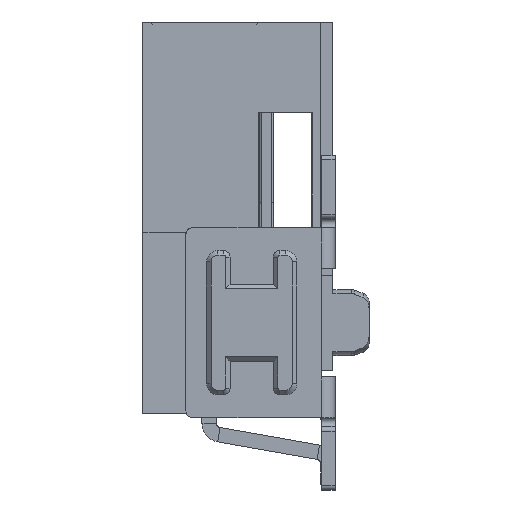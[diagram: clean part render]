
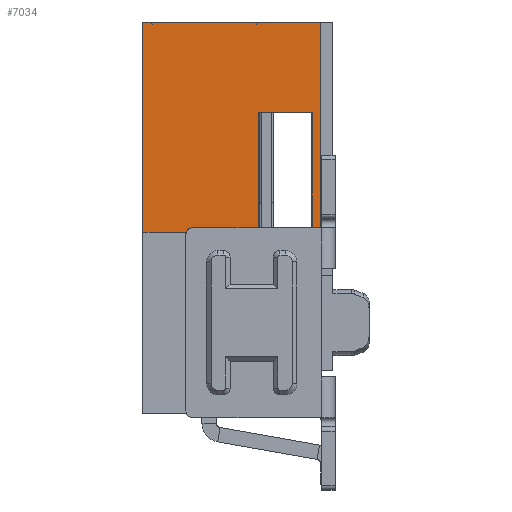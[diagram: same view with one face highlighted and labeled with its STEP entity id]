
A CAD part, left-side view. The second image highlights one B-rep face of the part: STEP entity #7034.
In plain terms, the highlighted planar face has unit normal (-1, 0, 0).
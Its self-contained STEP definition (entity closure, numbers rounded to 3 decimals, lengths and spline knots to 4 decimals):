
#6966=AXIS2_PLACEMENT_3D('Plane Axis2P3D',#6963,#6964,#6965) ;
#1975=CARTESIAN_POINT('Vertex',(1.165,2.455,8.35)) ;
#1978=CARTESIAN_POINT('Line Origine',(1.165,2.455,7.025)) ;
#1982=CARTESIAN_POINT('Vertex',(1.165,2.455,5.7)) ;
#6945=CARTESIAN_POINT('Vertex',(1.165,1.255,8.35)) ;
#6948=CARTESIAN_POINT('Line Origine',(1.165,1.855,8.35)) ;
#6963=CARTESIAN_POINT('Axis2P3D Location',(1.165,5.7655,3.997)) ;
#6968=CARTESIAN_POINT('Line Origine',(1.165,1.075,7.55)) ;
#6972=CARTESIAN_POINT('Vertex',(1.165,1.075,4.75)) ;
#6974=CARTESIAN_POINT('Vertex',(1.165,1.075,10.35)) ;
#6977=CARTESIAN_POINT('Line Origine',(1.165,3.0375,10.35)) ;
#6981=CARTESIAN_POINT('Vertex',(1.165,5.,10.35)) ;
#6984=CARTESIAN_POINT('Line Origine',(1.165,5.,8.025)) ;
#6988=CARTESIAN_POINT('Vertex',(1.165,5.,5.7)) ;
#6991=CARTESIAN_POINT('Line Origine',(1.165,3.7275,5.7)) ;
#6996=CARTESIAN_POINT('Line Origine',(1.165,1.255,7.025)) ;
#7000=CARTESIAN_POINT('Vertex',(1.165,1.255,5.7)) ;
#7003=CARTESIAN_POINT('Line Origine',(1.165,1.2275,5.7)) ;
#7007=CARTESIAN_POINT('Vertex',(1.165,1.2,5.7)) ;
#7010=CARTESIAN_POINT('Line Origine',(1.165,1.2,5.225)) ;
#7014=CARTESIAN_POINT('Vertex',(1.165,1.2,4.75)) ;
#7017=CARTESIAN_POINT('Line Origine',(1.165,1.1375,4.75)) ;
#1979=DIRECTION('Vector Direction',(0.,0.,1.)) ;
#6949=DIRECTION('Vector Direction',(0.,-1.,0.)) ;
#6964=DIRECTION('Axis2P3D Direction',(-1.,0.,0.)) ;
#6965=DIRECTION('Axis2P3D XDirection',(0.,-1.,0.)) ;
#6969=DIRECTION('Vector Direction',(0.,0.,1.)) ;
#6978=DIRECTION('Vector Direction',(0.,-1.,0.)) ;
#6985=DIRECTION('Vector Direction',(0.,0.,-1.)) ;
#6992=DIRECTION('Vector Direction',(0.,-1.,0.)) ;
#6997=DIRECTION('Vector Direction',(0.,0.,-1.)) ;
#7004=DIRECTION('Vector Direction',(0.,-1.,0.)) ;
#7011=DIRECTION('Vector Direction',(0.,0.,-1.)) ;
#7018=DIRECTION('Vector Direction',(0.,-1.,0.)) ;
#1980=VECTOR('Line Direction',#1979,1.) ;
#6950=VECTOR('Line Direction',#6949,1.) ;
#6970=VECTOR('Line Direction',#6969,1.) ;
#6979=VECTOR('Line Direction',#6978,1.) ;
#6986=VECTOR('Line Direction',#6985,1.) ;
#6993=VECTOR('Line Direction',#6992,1.) ;
#6998=VECTOR('Line Direction',#6997,1.) ;
#7005=VECTOR('Line Direction',#7004,1.) ;
#7012=VECTOR('Line Direction',#7011,1.) ;
#7019=VECTOR('Line Direction',#7018,1.) ;
#7023=ORIENTED_EDGE('',*,*,#6976,.T.) ;
#7024=ORIENTED_EDGE('',*,*,#6983,.F.) ;
#7025=ORIENTED_EDGE('',*,*,#6990,.T.) ;
#7026=ORIENTED_EDGE('',*,*,#6995,.T.) ;
#7027=ORIENTED_EDGE('',*,*,#1984,.T.) ;
#7028=ORIENTED_EDGE('',*,*,#6952,.T.) ;
#7029=ORIENTED_EDGE('',*,*,#7002,.T.) ;
#7030=ORIENTED_EDGE('',*,*,#7009,.T.) ;
#7031=ORIENTED_EDGE('',*,*,#7016,.T.) ;
#7032=ORIENTED_EDGE('',*,*,#7021,.T.) ;
#7034=ADVANCED_FACE('Hauptk\X2\00F6\X0\rper',(#7033),#6967,.T.) ;
#1984=EDGE_CURVE('',#1983,#1976,#1981,.T.) ;
#6952=EDGE_CURVE('',#1976,#6946,#6951,.T.) ;
#6976=EDGE_CURVE('',#6973,#6975,#6971,.T.) ;
#6983=EDGE_CURVE('',#6982,#6975,#6980,.T.) ;
#6990=EDGE_CURVE('',#6982,#6989,#6987,.T.) ;
#6995=EDGE_CURVE('',#6989,#1983,#6994,.T.) ;
#7002=EDGE_CURVE('',#6946,#7001,#6999,.T.) ;
#7009=EDGE_CURVE('',#7001,#7008,#7006,.T.) ;
#7016=EDGE_CURVE('',#7008,#7015,#7013,.T.) ;
#7021=EDGE_CURVE('',#7015,#6973,#7020,.T.) ;
#7022=EDGE_LOOP('',(#7023,#7024,#7025,#7026,#7027,#7028,#7029,#7030,#7031,#7032)) ;
#7033=FACE_OUTER_BOUND('',#7022,.T.) ;
#1981=LINE('Line',#1978,#1980) ;
#6951=LINE('Line',#6948,#6950) ;
#6971=LINE('Line',#6968,#6970) ;
#6980=LINE('Line',#6977,#6979) ;
#6987=LINE('Line',#6984,#6986) ;
#6994=LINE('Line',#6991,#6993) ;
#6999=LINE('Line',#6996,#6998) ;
#7006=LINE('Line',#7003,#7005) ;
#7013=LINE('Line',#7010,#7012) ;
#7020=LINE('Line',#7017,#7019) ;
#6967=PLANE('',#6966) ;
#1976=VERTEX_POINT('',#1975) ;
#1983=VERTEX_POINT('',#1982) ;
#6946=VERTEX_POINT('',#6945) ;
#6973=VERTEX_POINT('',#6972) ;
#6975=VERTEX_POINT('',#6974) ;
#6982=VERTEX_POINT('',#6981) ;
#6989=VERTEX_POINT('',#6988) ;
#7001=VERTEX_POINT('',#7000) ;
#7008=VERTEX_POINT('',#7007) ;
#7015=VERTEX_POINT('',#7014) ;
